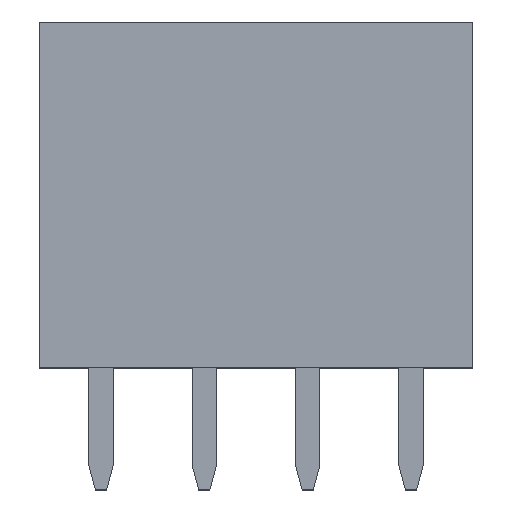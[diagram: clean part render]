
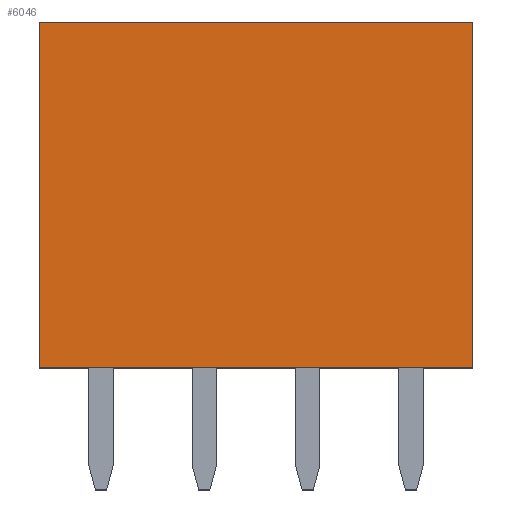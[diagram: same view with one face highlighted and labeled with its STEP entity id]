
A CAD part, top view. The second image highlights one B-rep face of the part: STEP entity #6046.
In plain terms, the highlighted planar face has unit normal (0, 0, 1).
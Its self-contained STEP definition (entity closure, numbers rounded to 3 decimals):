
#128 = DIRECTION ( 'NONE',  ( 0., 1., 0. ) ) ;
#239 = VECTOR ( 'NONE', #5880, 1000. ) ;
#496 = LINE ( 'NONE', #5450, #239 ) ;
#625 = DIRECTION ( 'NONE',  ( 0., -1., 0. ) ) ;
#966 = ORIENTED_EDGE ( 'NONE', *, *, #2986, .T. ) ;
#1036 = VERTEX_POINT ( 'NONE', #4313 ) ;
#1216 = AXIS2_PLACEMENT_3D ( 'NONE', #4539, #3669, #625 ) ;
#1573 = VECTOR ( 'NONE', #2918, 1000. ) ;
#1705 = EDGE_CURVE ( 'NONE', #1714, #1036, #6100, .T. ) ;
#1714 = VERTEX_POINT ( 'NONE', #3047 ) ;
#2043 = LINE ( 'NONE', #5556, #3350 ) ;
#2339 = LINE ( 'NONE', #6266, #1573 ) ;
#2342 = VERTEX_POINT ( 'NONE', #5145 ) ;
#2679 = FACE_OUTER_BOUND ( 'NONE', #3462, .T. ) ;
#2727 = ORIENTED_EDGE ( 'NONE', *, *, #4026, .T. ) ;
#2918 = DIRECTION ( 'NONE',  ( -1., 0., 0. ) ) ;
#2964 = ORIENTED_EDGE ( 'NONE', *, *, #1705, .F. ) ;
#2986 = EDGE_CURVE ( 'NONE', #1714, #2342, #2043, .T. ) ;
#3042 = CARTESIAN_POINT ( 'NONE',  ( -1.52, 8.5, 1.25 ) ) ;
#3047 = CARTESIAN_POINT ( 'NONE',  ( 9.14, 0., 1.25 ) ) ;
#3341 = EDGE_CURVE ( 'NONE', #1036, #5883, #496, .T. ) ;
#3350 = VECTOR ( 'NONE', #128, 1000. ) ;
#3462 = EDGE_LOOP ( 'NONE', ( #4515, #2964, #966, #2727 ) ) ;
#3612 = CARTESIAN_POINT ( 'NONE',  ( 9.14, 0., 1.25 ) ) ;
#3669 = DIRECTION ( 'NONE',  ( 0., 0., -1. ) ) ;
#4026 = EDGE_CURVE ( 'NONE', #2342, #5883, #2339, .T. ) ;
#4313 = CARTESIAN_POINT ( 'NONE',  ( -1.52, 0., 1.25 ) ) ;
#4515 = ORIENTED_EDGE ( 'NONE', *, *, #3341, .F. ) ;
#4539 = CARTESIAN_POINT ( 'NONE',  ( 9.14, 0., 1.25 ) ) ;
#4659 = VECTOR ( 'NONE', #5484, 1000. ) ;
#5088 = PLANE ( 'NONE',  #1216 ) ;
#5145 = CARTESIAN_POINT ( 'NONE',  ( 9.14, 8.5, 1.25 ) ) ;
#5450 = CARTESIAN_POINT ( 'NONE',  ( -1.52, 0., 1.25 ) ) ;
#5484 = DIRECTION ( 'NONE',  ( -1., 0., 0. ) ) ;
#5556 = CARTESIAN_POINT ( 'NONE',  ( 9.14, 0., 1.25 ) ) ;
#5880 = DIRECTION ( 'NONE',  ( 0., 1., 0. ) ) ;
#5883 = VERTEX_POINT ( 'NONE', #3042 ) ;
#6046 = ADVANCED_FACE ( 'NONE', ( #2679 ), #5088, .F. ) ;
#6100 = LINE ( 'NONE', #3612, #4659 ) ;
#6266 = CARTESIAN_POINT ( 'NONE',  ( 9.14, 8.5, 1.25 ) ) ;
